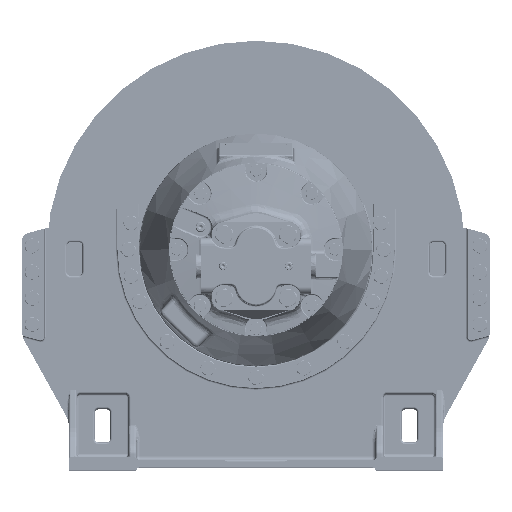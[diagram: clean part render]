
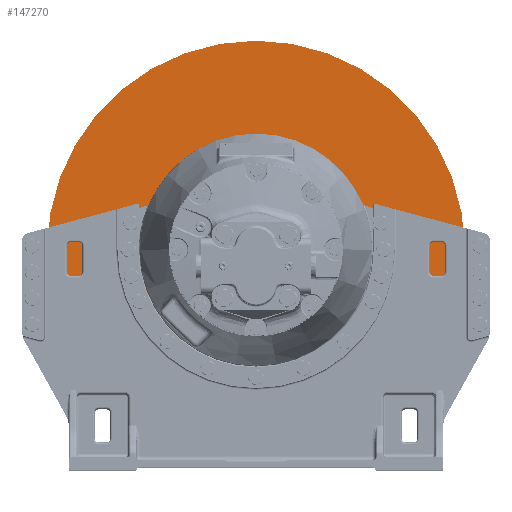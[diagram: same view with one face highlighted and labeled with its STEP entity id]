
A CAD part, top view. The second image highlights one B-rep face of the part: STEP entity #147270.
In plain terms, the highlighted planar face has unit normal (0, 0, 1).
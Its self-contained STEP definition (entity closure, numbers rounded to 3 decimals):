
#133191=CARTESIAN_POINT('',(0.,0.,-7.536));
#133192=DIRECTION('',(0.,0.,1.));
#133193=DIRECTION('',(1.,0.,0.));
#133194=AXIS2_PLACEMENT_3D('',#133191,#133192,#133193);
#133196=CARTESIAN_POINT('',(0.,0.,-7.536));
#133197=DIRECTION('',(0.,0.,1.));
#133198=DIRECTION('',(-1.,0.,0.));
#133199=AXIS2_PLACEMENT_3D('',#133196,#133197,#133198);
#133201=CARTESIAN_POINT('',(0.,0.,-7.536));
#133202=DIRECTION('',(0.,0.,-1.));
#133203=DIRECTION('',(-1.,0.,0.));
#133204=AXIS2_PLACEMENT_3D('',#133201,#133202,#133203);
#133206=CARTESIAN_POINT('',(0.,0.,-7.536));
#133207=DIRECTION('',(0.,0.,-1.));
#133208=DIRECTION('',(1.,0.,0.));
#133209=AXIS2_PLACEMENT_3D('',#133206,#133207,#133208);
#146366=CARTESIAN_POINT('',(-7.,0.,-7.536));
#146368=VERTEX_POINT('',#146366);
#146409=CARTESIAN_POINT('',(7.,0.,-7.536));
#146410=VERTEX_POINT('',#146409);
#146493=CARTESIAN_POINT('',(-13.95,0.,-7.536));
#146494=VERTEX_POINT('',#146493);
#146505=CARTESIAN_POINT('',(13.95,0.,-7.536));
#146506=VERTEX_POINT('',#146505);
#147254=CARTESIAN_POINT('',(0.,-13.95,-7.536));
#147255=DIRECTION('',(0.,0.,-1.));
#147256=DIRECTION('',(1.,0.,0.));
#147257=AXIS2_PLACEMENT_3D('',#147254,#147255,#147256);
#147258=PLANE('',#147257);
#147259=ORIENTED_EDGE('',*,*,#147237,.F.);
#147261=ORIENTED_EDGE('',*,*,#147260,.F.);
#147262=EDGE_LOOP('',(#147259,#147261));
#147263=FACE_OUTER_BOUND('',#147262,.F.);
#147265=ORIENTED_EDGE('',*,*,#147264,.F.);
#147267=ORIENTED_EDGE('',*,*,#147266,.F.);
#147268=EDGE_LOOP('',(#147265,#147267));
#147269=FACE_BOUND('',#147268,.F.);
#133195=CIRCLE('',#133194,13.95);
#133200=CIRCLE('',#133199,13.95);
#133205=CIRCLE('',#133204,7.);
#133210=CIRCLE('',#133209,7.);
#147237=EDGE_CURVE('',#146506,#146494,#133195,.T.);
#147260=EDGE_CURVE('',#146494,#146506,#133200,.T.);
#147264=EDGE_CURVE('',#146368,#146410,#133205,.T.);
#147266=EDGE_CURVE('',#146410,#146368,#133210,.T.);
#147270=ADVANCED_FACE('',(#147263,#147269),#147258,.F.);
